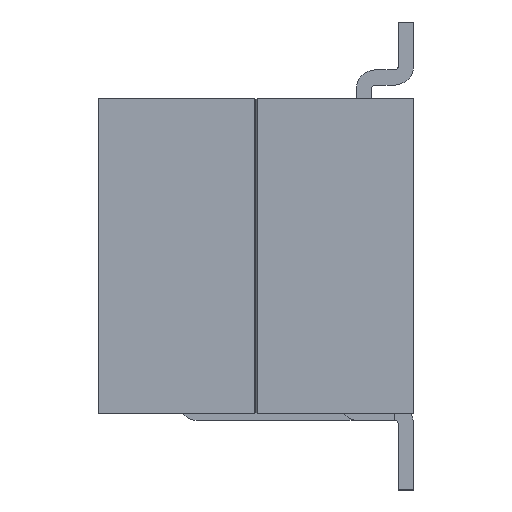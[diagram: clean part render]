
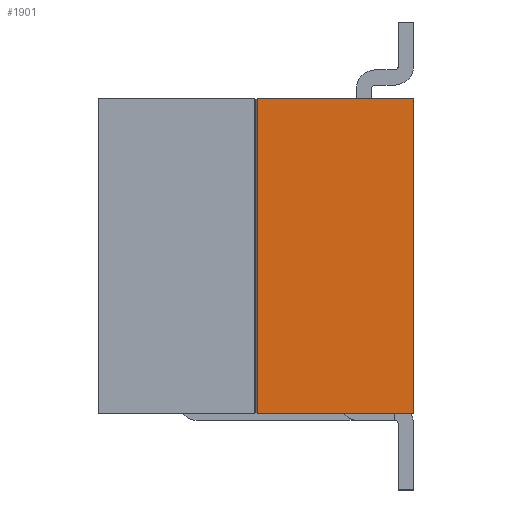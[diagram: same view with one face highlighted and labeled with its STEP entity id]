
A CAD part, left-side view. The second image highlights one B-rep face of the part: STEP entity #1901.
In plain terms, the highlighted planar face has unit normal (-1, 0, 0).
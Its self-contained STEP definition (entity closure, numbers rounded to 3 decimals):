
#125 = CARTESIAN_POINT ( 'NONE',  ( -10.9, 7.2, -7.25 ) ) ;
#305 = FACE_OUTER_BOUND ( 'NONE', #1465, .T. ) ;
#415 = LINE ( 'NONE', #2944, #3405 ) ;
#470 = CARTESIAN_POINT ( 'NONE',  ( -10.9, 7.25, 7.25 ) ) ;
#512 = DIRECTION ( 'NONE',  ( 0., -1., 0. ) ) ;
#547 = VERTEX_POINT ( 'NONE', #1740 ) ;
#780 = VERTEX_POINT ( 'NONE', #2162 ) ;
#1035 = EDGE_CURVE ( 'NONE', #2549, #780, #1096, .T. ) ;
#1081 = AXIS2_PLACEMENT_3D ( 'NONE', #1558, #1931, #2907 ) ;
#1096 = LINE ( 'NONE', #470, #2073 ) ;
#1173 = DIRECTION ( 'NONE',  ( 0., -1., 0. ) ) ;
#1250 = ORIENTED_EDGE ( 'NONE', *, *, #2490, .T. ) ;
#1465 = EDGE_LOOP ( 'NONE', ( #1567, #3898, #2800, #1250 ) ) ;
#1558 = CARTESIAN_POINT ( 'NONE',  ( -10.9, 7.25, -7.25 ) ) ;
#1567 = ORIENTED_EDGE ( 'NONE', *, *, #1035, .F. ) ;
#1637 = DIRECTION ( 'NONE',  ( 0., 0., -1. ) ) ;
#1665 = VECTOR ( 'NONE', #1637, 1000. ) ;
#1740 = CARTESIAN_POINT ( 'NONE',  ( -10.9, 0., -7.25 ) ) ;
#1872 = LINE ( 'NONE', #3771, #3387 ) ;
#1901 = ADVANCED_FACE ( 'NONE', ( #305 ), #3758, .F. ) ;
#1931 = DIRECTION ( 'NONE',  ( 1., 0., 0. ) ) ;
#2073 = VECTOR ( 'NONE', #512, 1000. ) ;
#2162 = CARTESIAN_POINT ( 'NONE',  ( -10.9, 0., 7.25 ) ) ;
#2276 = CARTESIAN_POINT ( 'NONE',  ( -10.9, 7.2, 7.25 ) ) ;
#2490 = EDGE_CURVE ( 'NONE', #547, #780, #415, .T. ) ;
#2549 = VERTEX_POINT ( 'NONE', #2276 ) ;
#2800 = ORIENTED_EDGE ( 'NONE', *, *, #3821, .T. ) ;
#2902 = LINE ( 'NONE', #3176, #1665 ) ;
#2907 = DIRECTION ( 'NONE',  ( 0., 0., -1. ) ) ;
#2944 = CARTESIAN_POINT ( 'NONE',  ( -10.9, 0., -7.25 ) ) ;
#3176 = CARTESIAN_POINT ( 'NONE',  ( -10.9, 7.2, -7.25 ) ) ;
#3387 = VECTOR ( 'NONE', #1173, 1000. ) ;
#3405 = VECTOR ( 'NONE', #3848, 1000. ) ;
#3758 = PLANE ( 'NONE',  #1081 ) ;
#3771 = CARTESIAN_POINT ( 'NONE',  ( -10.9, 7.25, -7.25 ) ) ;
#3821 = EDGE_CURVE ( 'NONE', #4016, #547, #1872, .T. ) ;
#3848 = DIRECTION ( 'NONE',  ( 0., 0., 1. ) ) ;
#3898 = ORIENTED_EDGE ( 'NONE', *, *, #3938, .T. ) ;
#3938 = EDGE_CURVE ( 'NONE', #2549, #4016, #2902, .T. ) ;
#4016 = VERTEX_POINT ( 'NONE', #125 ) ;
